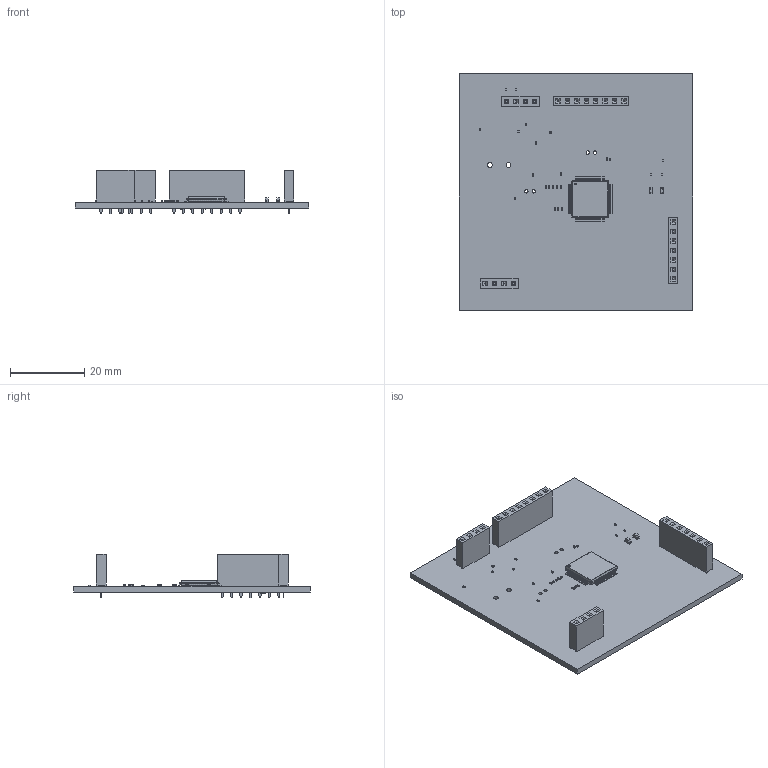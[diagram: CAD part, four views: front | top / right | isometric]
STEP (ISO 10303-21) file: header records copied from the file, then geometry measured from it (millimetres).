
FILE_DESCRIPTION(('KiCad electronic assembly'),'2;1');
FILE_NAME('Rocket.step','2025-02-06T07:42:12',('Pcbnew'),('Kicad'), 'Open CASCADE STEP processor 7.8','KiCad to STEP converter','Unknown' );
FILE_SCHEMA(('AUTOMOTIVE_DESIGN { 1 0 10303 214 1 1 1 1 }'));
Length unit declared in the file: millimetre
Products named in the file (18): Rocket 1; LED_0603_1608Metric; LQFP-64_10x10mm_P0.5mm; LQFP_64_10x10mm_P05mm; C_0201_0603Metric; R_0201_0603Metric; L_0201_0603Metric; PinSocket_1x07_P2.54mm_Vertical; PinSocket_1x08_P2.54mm_Vertical; PinSocket_1x04_P2.54mm_Vertical; Rocket_PCB
Assembly tree (43 placements, depth 3):
  Rocket 1
    LED_0603_1608Metric  x2
      LED_0603_1608Metric
    LQFP-64_10x10mm_P0.5mm
      LQFP_64_10x10mm_P05mm
    C_0201_0603Metric  x15
      C_0201_0603Metric
    R_0201_0603Metric  x11
      R_0201_0603Metric
    L_0201_0603Metric
      L_0201_0603Metric
    PinSocket_1x07_P2.54mm_Vertical
      PinSocket_1x07_P2.54mm_Vertical
    PinSocket_1x08_P2.54mm_Vertical
      PinSocket_1x08_P2.54mm_Vertical
    PinSocket_1x04_P2.54mm_Vertical  x2
      PinSocket_1x04_P2.54mm_Vertical
    Rocket_PCB
Bounding box: 62.7 x 63.5 x 11.6 mm (x, y, z)
Volume: 7660.9 mm3; surface area: 10861.5 mm2
Topology: 35 solids, 35 shells, 2626 faces, 6916 edges, 4464 vertices
Faces by surface type: plane 1948, cylinder 582, bspline 96
Full cylindrical faces by diameter (mm): 0.5 x1, 0.9 x4, 1 x23, 1.295 x2
Entity records: 69780 total; most frequent: CARTESIAN_POINT 12399, ORIENTED_EDGE 9502, DIRECTION 8823, EDGE_CURVE 4751, LINE 4043, VECTOR 4043, VERTEX_POINT 3042, AXIS2_PLACEMENT_3D 2390
